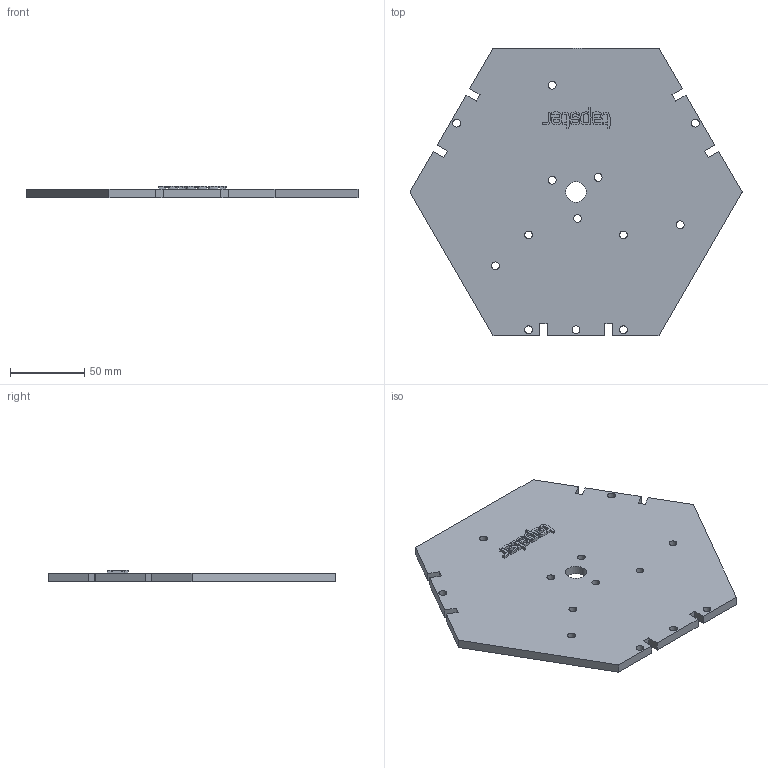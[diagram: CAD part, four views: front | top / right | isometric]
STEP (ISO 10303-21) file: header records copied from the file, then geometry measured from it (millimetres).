
FILE_DESCRIPTION(/* description */ (''),/* implementation_level */ '2;1');
FILE_NAME(/* name */ 'top v1.step',/* time_stamp */ '2021-12-24T17:09:08-05:00',/* author */ (''),/* organization */ (''),/* preprocessor_version */ 'ST-DEVELOPER v18.1',/* originating_system */ 'Autodesk Translation Framework v10.10.0.1391',/* authorisation */ '');
FILE_SCHEMA (('AUTOMOTIVE_DESIGN { 1 0 10303 214 3 1 1 }'));
Length unit declared in the file: millimetre
Products named in the file (1): top
Bounding box: 224 x 193.99 x 8 mm (x, y, z)
Volume: 191849.8 mm3; surface area: 70576.8 mm2
Topology: 1 solids, 1 shells, 156 faces, 432 edges, 288 vertices
Faces by surface type: plane 103, cylinder 41, cone 10, bspline 2
Full cylindrical faces by diameter (mm): 5.3 x13, 14 x1
Entity records: 5555 total; most frequent: CARTESIAN_POINT 1459, ORIENTED_EDGE 864, DIRECTION 806, EDGE_CURVE 432, LINE 306, VECTOR 306, VERTEX_POINT 288, AXIS2_PLACEMENT_3D 250
